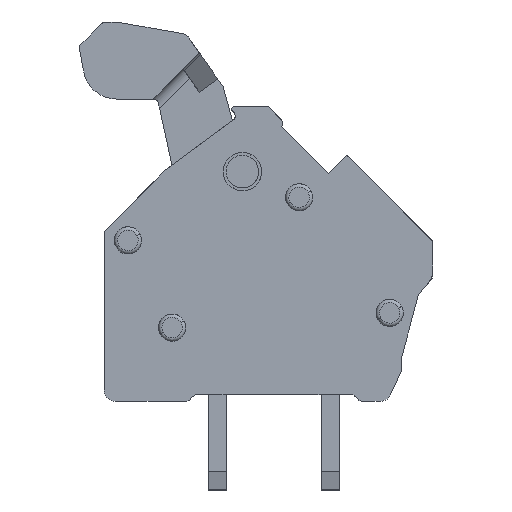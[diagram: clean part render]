
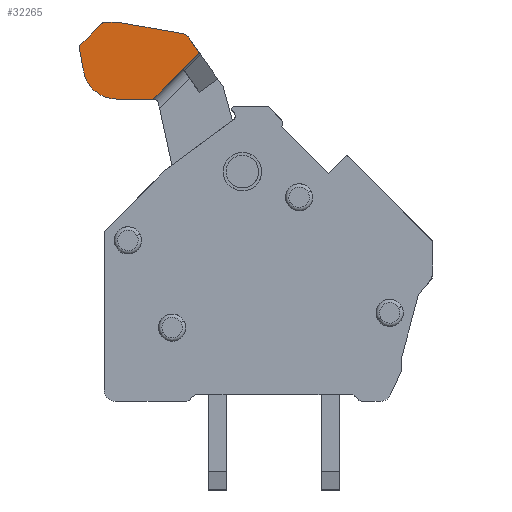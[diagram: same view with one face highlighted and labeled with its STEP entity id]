
A CAD part, left-side view. The second image highlights one B-rep face of the part: STEP entity #32265.
In plain terms, the highlighted planar face has unit normal (-1, 0, 0).
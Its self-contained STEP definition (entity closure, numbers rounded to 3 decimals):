
#31950=AXIS2_PLACEMENT_3D('Circle Axis2P3D',#31948,#31949,$) ;
#32188=AXIS2_PLACEMENT_3D('Plane Axis2P3D',#32185,#32186,#32187) ;
#32192=AXIS2_PLACEMENT_3D('Circle Axis2P3D',#32190,#32191,$) ;
#32208=AXIS2_PLACEMENT_3D('Circle Axis2P3D',#32206,#32207,$) ;
#32236=AXIS2_PLACEMENT_3D('Circle Axis2P3D',#32234,#32235,$) ;
#32241=AXIS2_PLACEMENT_3D('Circle Axis2P3D',#32239,#32240,$) ;
#31924=CARTESIAN_POINT('Vertex',(2.163,13.94,20.647)) ;
#31945=CARTESIAN_POINT('Vertex',(2.163,13.957,20.648)) ;
#31948=CARTESIAN_POINT('Axis2P3D Location',(2.163,13.957,20.548)) ;
#32040=CARTESIAN_POINT('Line Origine',(2.163,12.476,20.389)) ;
#32044=CARTESIAN_POINT('Vertex',(2.163,11.013,20.131)) ;
#32169=CARTESIAN_POINT('Vertex',(2.163,14.439,20.648)) ;
#32172=CARTESIAN_POINT('Line Origine',(2.163,14.198,20.648)) ;
#32185=CARTESIAN_POINT('Axis2P3D Location',(2.163,9.601,4.448)) ;
#32190=CARTESIAN_POINT('Axis2P3D Location',(2.163,15.501,19.548)) ;
#32194=CARTESIAN_POINT('Vertex',(2.163,15.572,19.619)) ;
#32196=CARTESIAN_POINT('Vertex',(2.163,15.6,19.531)) ;
#32199=CARTESIAN_POINT('Line Origine',(2.163,15.508,19.009)) ;
#32203=CARTESIAN_POINT('Vertex',(2.163,15.416,18.488)) ;
#32206=CARTESIAN_POINT('Axis2P3D Location',(2.163,13.938,18.748)) ;
#32210=CARTESIAN_POINT('Vertex',(2.163,13.938,17.248)) ;
#32213=CARTESIAN_POINT('Line Origine',(2.163,13.142,17.248)) ;
#32217=CARTESIAN_POINT('Vertex',(2.163,12.346,17.248)) ;
#32220=CARTESIAN_POINT('Line Origine',(2.163,11.323,18.271)) ;
#32224=CARTESIAN_POINT('Vertex',(2.163,10.301,19.293)) ;
#32227=CARTESIAN_POINT('Line Origine',(2.163,10.544,19.64)) ;
#32231=CARTESIAN_POINT('Vertex',(2.163,10.787,19.987)) ;
#32234=CARTESIAN_POINT('Axis2P3D Location',(2.163,11.073,19.786)) ;
#32239=CARTESIAN_POINT('Axis2P3D Location',(2.163,14.439,20.398)) ;
#32243=CARTESIAN_POINT('Vertex',(2.163,14.616,20.575)) ;
#32246=CARTESIAN_POINT('Line Origine',(2.163,15.094,20.097)) ;
#31949=DIRECTION('Axis2P3D Direction',(-1.,0.,0.)) ;
#32041=DIRECTION('Vector Direction',(0.,-0.985,-0.174)) ;
#32173=DIRECTION('Vector Direction',(0.,-1.,0.)) ;
#32186=DIRECTION('Axis2P3D Direction',(-1.,0.,0.)) ;
#32187=DIRECTION('Axis2P3D XDirection',(0.,-1.,0.)) ;
#32191=DIRECTION('Axis2P3D Direction',(-1.,0.,0.)) ;
#32200=DIRECTION('Vector Direction',(0.,0.174,0.985)) ;
#32207=DIRECTION('Axis2P3D Direction',(-1.,0.,0.)) ;
#32214=DIRECTION('Vector Direction',(0.,1.,0.)) ;
#32221=DIRECTION('Vector Direction',(0.,0.707,-0.707)) ;
#32228=DIRECTION('Vector Direction',(0.,0.574,0.819)) ;
#32235=DIRECTION('Axis2P3D Direction',(-1.,0.,0.)) ;
#32240=DIRECTION('Axis2P3D Direction',(-1.,0.,0.)) ;
#32247=DIRECTION('Vector Direction',(0.,-0.707,0.707)) ;
#32042=VECTOR('Line Direction',#32041,1.) ;
#32174=VECTOR('Line Direction',#32173,1.) ;
#32201=VECTOR('Line Direction',#32200,1.) ;
#32215=VECTOR('Line Direction',#32214,1.) ;
#32222=VECTOR('Line Direction',#32221,1.) ;
#32229=VECTOR('Line Direction',#32228,1.) ;
#32248=VECTOR('Line Direction',#32247,1.) ;
#32252=ORIENTED_EDGE('',*,*,#32198,.T.) ;
#32253=ORIENTED_EDGE('',*,*,#32205,.T.) ;
#32254=ORIENTED_EDGE('',*,*,#32212,.T.) ;
#32255=ORIENTED_EDGE('',*,*,#32219,.T.) ;
#32256=ORIENTED_EDGE('',*,*,#32226,.T.) ;
#32257=ORIENTED_EDGE('',*,*,#32233,.T.) ;
#32258=ORIENTED_EDGE('',*,*,#32238,.T.) ;
#32259=ORIENTED_EDGE('',*,*,#32046,.T.) ;
#32260=ORIENTED_EDGE('',*,*,#31952,.T.) ;
#32261=ORIENTED_EDGE('',*,*,#32176,.T.) ;
#32262=ORIENTED_EDGE('',*,*,#32245,.T.) ;
#32263=ORIENTED_EDGE('',*,*,#32250,.T.) ;
#32265=ADVANCED_FACE('LMZFL5.00_Lever.1\\Lever_LMZFL5.00.1',(#32264),#32189,.T.) ;
#31951=CIRCLE('generated circle',#31950,0.1) ;
#32193=CIRCLE('generated circle',#32192,0.1) ;
#32209=CIRCLE('generated circle',#32208,1.5) ;
#32237=CIRCLE('generated circle',#32236,0.35) ;
#32242=CIRCLE('generated circle',#32241,0.25) ;
#31952=EDGE_CURVE('',#31925,#31946,#31951,.T.) ;
#32046=EDGE_CURVE('',#32045,#31925,#32043,.F.) ;
#32176=EDGE_CURVE('',#31946,#32170,#32175,.F.) ;
#32198=EDGE_CURVE('',#32195,#32197,#32193,.T.) ;
#32205=EDGE_CURVE('',#32197,#32204,#32202,.F.) ;
#32212=EDGE_CURVE('',#32204,#32211,#32209,.T.) ;
#32219=EDGE_CURVE('',#32211,#32218,#32216,.F.) ;
#32226=EDGE_CURVE('',#32218,#32225,#32223,.F.) ;
#32233=EDGE_CURVE('',#32225,#32232,#32230,.T.) ;
#32238=EDGE_CURVE('',#32232,#32045,#32237,.T.) ;
#32245=EDGE_CURVE('',#32170,#32244,#32242,.T.) ;
#32250=EDGE_CURVE('',#32244,#32195,#32249,.F.) ;
#32251=EDGE_LOOP('',(#32252,#32253,#32254,#32255,#32256,#32257,#32258,#32259,#32260,#32261,#32262,#32263)) ;
#32264=FACE_OUTER_BOUND('',#32251,.T.) ;
#32043=LINE('Line',#32040,#32042) ;
#32175=LINE('Line',#32172,#32174) ;
#32202=LINE('Line',#32199,#32201) ;
#32216=LINE('Line',#32213,#32215) ;
#32223=LINE('Line',#32220,#32222) ;
#32230=LINE('Line',#32227,#32229) ;
#32249=LINE('Line',#32246,#32248) ;
#32189=PLANE('',#32188) ;
#31925=VERTEX_POINT('',#31924) ;
#31946=VERTEX_POINT('',#31945) ;
#32045=VERTEX_POINT('',#32044) ;
#32170=VERTEX_POINT('',#32169) ;
#32195=VERTEX_POINT('',#32194) ;
#32197=VERTEX_POINT('',#32196) ;
#32204=VERTEX_POINT('',#32203) ;
#32211=VERTEX_POINT('',#32210) ;
#32218=VERTEX_POINT('',#32217) ;
#32225=VERTEX_POINT('',#32224) ;
#32232=VERTEX_POINT('',#32231) ;
#32244=VERTEX_POINT('',#32243) ;
